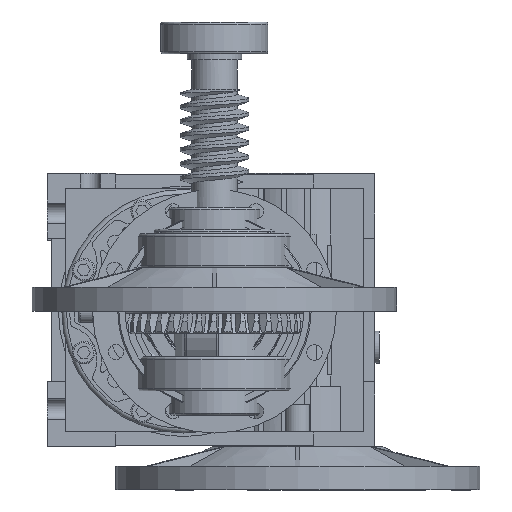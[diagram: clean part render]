
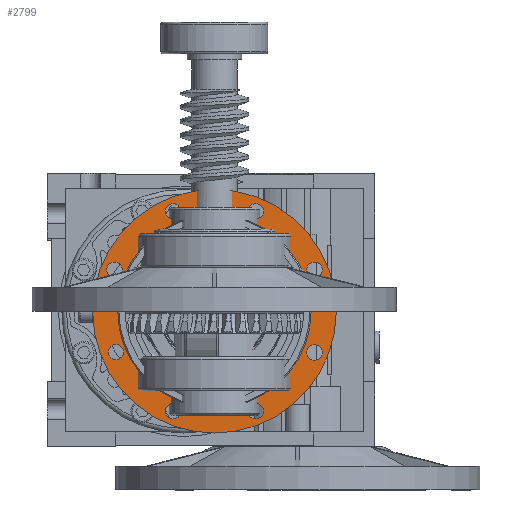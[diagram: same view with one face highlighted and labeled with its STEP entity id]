
A CAD part, front view. The second image highlights one B-rep face of the part: STEP entity #2799.
In plain terms, the highlighted planar face has unit normal (0, -1, 0).
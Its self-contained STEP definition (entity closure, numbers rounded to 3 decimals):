
#2799 = ADVANCED_FACE( '', ( #6338, #6339, #6340, #6341, #6342, #6343, #6344, #6345, #6346, #6347 ), #6348, .T. );
#6338 = FACE_BOUND( '', #9834, .T. );
#6339 = FACE_BOUND( '', #9835, .T. );
#6340 = FACE_BOUND( '', #9836, .T. );
#6341 = FACE_BOUND( '', #9837, .T. );
#6342 = FACE_BOUND( '', #9838, .T. );
#6343 = FACE_BOUND( '', #9839, .T. );
#6344 = FACE_BOUND( '', #9840, .T. );
#6345 = FACE_BOUND( '', #9841, .T. );
#6346 = FACE_BOUND( '', #9842, .T. );
#6347 = FACE_OUTER_BOUND( '', #9843, .T. );
#6348 = PLANE( '', #9844 );
#9834 = EDGE_LOOP( '', ( #21664 ) );
#9835 = EDGE_LOOP( '', ( #21665 ) );
#9836 = EDGE_LOOP( '', ( #21666 ) );
#9837 = EDGE_LOOP( '', ( #21667 ) );
#9838 = EDGE_LOOP( '', ( #21668 ) );
#9839 = EDGE_LOOP( '', ( #21669 ) );
#9840 = EDGE_LOOP( '', ( #21670 ) );
#9841 = EDGE_LOOP( '', ( #21671 ) );
#9842 = EDGE_LOOP( '', ( #21672 ) );
#9843 = EDGE_LOOP( '', ( #21673 ) );
#9844 = AXIS2_PLACEMENT_3D( '', #21674, #21675, #21676 );
#21664 = ORIENTED_EDGE( '', *, *, #26079, .F. );
#21665 = ORIENTED_EDGE( '', *, *, #26080, .F. );
#21666 = ORIENTED_EDGE( '', *, *, #26081, .F. );
#21667 = ORIENTED_EDGE( '', *, *, #26082, .F. );
#21668 = ORIENTED_EDGE( '', *, *, #26083, .F. );
#21669 = ORIENTED_EDGE( '', *, *, #26084, .F. );
#21670 = ORIENTED_EDGE( '', *, *, #25909, .F. );
#21671 = ORIENTED_EDGE( '', *, *, #25905, .F. );
#21672 = ORIENTED_EDGE( '', *, *, #25911, .F. );
#21673 = ORIENTED_EDGE( '', *, *, #26085, .T. );
#21674 = CARTESIAN_POINT( '', ( 0., -6.4, 0. ) );
#21675 = DIRECTION( '', ( 0., -1., 0. ) );
#21676 = DIRECTION( '', ( 1., 0., 0. ) );
#25905 = EDGE_CURVE( '', #32082, #32082, #32083, .T. );
#25909 = EDGE_CURVE( '', #32090, #32090, #32091, .T. );
#25911 = EDGE_CURVE( '', #32094, #32094, #32095, .T. );
#26079 = EDGE_CURVE( '', #32354, #32354, #32355, .T. );
#26080 = EDGE_CURVE( '', #32356, #32356, #32357, .T. );
#26081 = EDGE_CURVE( '', #32358, #32358, #32359, .T. );
#26082 = EDGE_CURVE( '', #32360, #32360, #32361, .T. );
#26083 = EDGE_CURVE( '', #32362, #32362, #32363, .T. );
#26084 = EDGE_CURVE( '', #32364, #32364, #32365, .T. );
#26085 = EDGE_CURVE( '', #32366, #32366, #32367, .T. );
#32082 = VERTEX_POINT( '', #43345 );
#32083 = CIRCLE( '', #43346, 3.4 );
#32090 = VERTEX_POINT( '', #43353 );
#32091 = CIRCLE( '', #43354, 3.4 );
#32094 = VERTEX_POINT( '', #43357 );
#32095 = CIRCLE( '', #43358, 42.45 );
#32354 = VERTEX_POINT( '', #43701 );
#32355 = CIRCLE( '', #43702, 3.4 );
#32356 = VERTEX_POINT( '', #43703 );
#32357 = CIRCLE( '', #43704, 3.4 );
#32358 = VERTEX_POINT( '', #43705 );
#32359 = CIRCLE( '', #43706, 3.4 );
#32360 = VERTEX_POINT( '', #43707 );
#32361 = CIRCLE( '', #43708, 3.4 );
#32362 = VERTEX_POINT( '', #43709 );
#32363 = CIRCLE( '', #43710, 3.4 );
#32364 = VERTEX_POINT( '', #43711 );
#32365 = CIRCLE( '', #43712, 3.4 );
#32366 = VERTEX_POINT( '', #43713 );
#32367 = CIRCLE( '', #43714, 53.5 );
#43345 = CARTESIAN_POINT( '', ( -18.177, -6.4, -47.284 ) );
#43346 = AXIS2_PLACEMENT_3D( '', #48984, #48985, #48986 );
#43353 = CARTESIAN_POINT( '', ( 18.177, -6.4, -47.284 ) );
#43354 = AXIS2_PLACEMENT_3D( '', #48996, #48997, #48998 );
#43357 = CARTESIAN_POINT( '', ( 0., -6.4, -42.45 ) );
#43358 = AXIS2_PLACEMENT_3D( '', #49002, #49003, #49004 );
#43701 = CARTESIAN_POINT( '', ( -43.25, -6.4, -21.315 ) );
#43702 = AXIS2_PLACEMENT_3D( '', #49338, #49339, #49340 );
#43703 = CARTESIAN_POINT( '', ( -43.884, -6.4, 14.777 ) );
#43704 = AXIS2_PLACEMENT_3D( '', #49341, #49342, #49343 );
#43705 = CARTESIAN_POINT( '', ( -18.177, -6.4, 40.484 ) );
#43706 = AXIS2_PLACEMENT_3D( '', #49344, #49345, #49346 );
#43707 = CARTESIAN_POINT( '', ( 18.177, -6.4, 40.484 ) );
#43708 = AXIS2_PLACEMENT_3D( '', #49347, #49348, #49349 );
#43709 = CARTESIAN_POINT( '', ( 43.884, -6.4, 14.777 ) );
#43710 = AXIS2_PLACEMENT_3D( '', #49350, #49351, #49352 );
#43711 = CARTESIAN_POINT( '', ( 43.884, -6.4, -21.577 ) );
#43712 = AXIS2_PLACEMENT_3D( '', #49353, #49354, #49355 );
#43713 = CARTESIAN_POINT( '', ( 0., -6.4, -53.5 ) );
#43714 = AXIS2_PLACEMENT_3D( '', #49356, #49357, #49358 );
#48984 = CARTESIAN_POINT( '', ( -18.177, -6.4, -43.884 ) );
#48985 = DIRECTION( '', ( 0., -1., 0. ) );
#48986 = DIRECTION( '', ( 0., 0., -1. ) );
#48996 = CARTESIAN_POINT( '', ( 18.177, -6.4, -43.884 ) );
#48997 = DIRECTION( '', ( 0., -1., 0. ) );
#48998 = DIRECTION( '', ( 0., 0., -1. ) );
#49002 = CARTESIAN_POINT( '', ( 0., -6.4, 0. ) );
#49003 = DIRECTION( '', ( 0., -1., 0. ) );
#49004 = DIRECTION( '', ( 0., 0., -1. ) );
#49338 = CARTESIAN_POINT( '', ( -43.25, -6.4, -17.915 ) );
#49339 = DIRECTION( '', ( 0., -1., 0. ) );
#49340 = DIRECTION( '', ( 0., 0., -1. ) );
#49341 = CARTESIAN_POINT( '', ( -43.884, -6.4, 18.177 ) );
#49342 = DIRECTION( '', ( 0., -1., 0. ) );
#49343 = DIRECTION( '', ( 0., 0., -1. ) );
#49344 = CARTESIAN_POINT( '', ( -18.177, -6.4, 43.884 ) );
#49345 = DIRECTION( '', ( 0., -1., 0. ) );
#49346 = DIRECTION( '', ( 0., 0., -1. ) );
#49347 = CARTESIAN_POINT( '', ( 18.177, -6.4, 43.884 ) );
#49348 = DIRECTION( '', ( 0., -1., 0. ) );
#49349 = DIRECTION( '', ( 0., 0., -1. ) );
#49350 = CARTESIAN_POINT( '', ( 43.884, -6.4, 18.177 ) );
#49351 = DIRECTION( '', ( 0., -1., 0. ) );
#49352 = DIRECTION( '', ( 0., 0., -1. ) );
#49353 = CARTESIAN_POINT( '', ( 43.884, -6.4, -18.177 ) );
#49354 = DIRECTION( '', ( 0., -1., 0. ) );
#49355 = DIRECTION( '', ( 0., 0., -1. ) );
#49356 = CARTESIAN_POINT( '', ( 0., -6.4, 0. ) );
#49357 = DIRECTION( '', ( 0., -1., 0. ) );
#49358 = DIRECTION( '', ( 0., 0., -1. ) );
